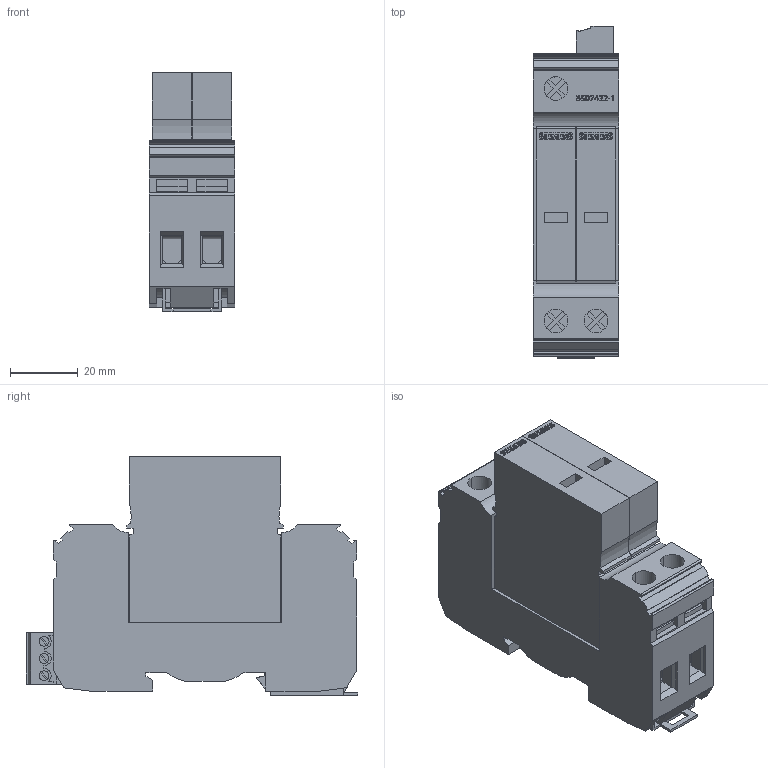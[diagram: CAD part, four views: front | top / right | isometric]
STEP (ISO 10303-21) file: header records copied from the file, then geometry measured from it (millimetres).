
FILE_DESCRIPTION(/* description */ (''),/* implementation_level */ '2;1');
FILE_NAME(/* name */ '5SD7422-1_v.stp',/* time_stamp */ '2023-07-26T13:09:20+02:00',/* author */ (''),/* organization */ (''),/* preprocessor_version */ 'ST-DEVELOPER v19.3',/* originating_system */ 'SIEMENS PLM Software NX2212.1700',/* authorisation */ '');
FILE_SCHEMA (('AUTOMOTIVE_DESIGN { 1 0 10303 214 3 1 1 1 }'));
Length unit declared in the file: millimetre
Products named in the file (1): model2
Bounding box: 25.4 x 98.33 x 70.8 mm (x, y, z)
Volume: 120833.7 mm3; surface area: 31312.8 mm2
Topology: 1 solids, 1 shells, 589 faces, 1620 edges, 1074 vertices
Faces by surface type: plane 528, cylinder 33, extrusion 28
Entity records: 22496 total; most frequent: CARTESIAN_POINT 5231, ORIENTED_EDGE 3240, DIRECTION 2503, EDGE_CURVE 1620, VECTOR 1151, LINE 1123, VERTEX_POINT 1074, AXIS2_PLACEMENT_3D 676
